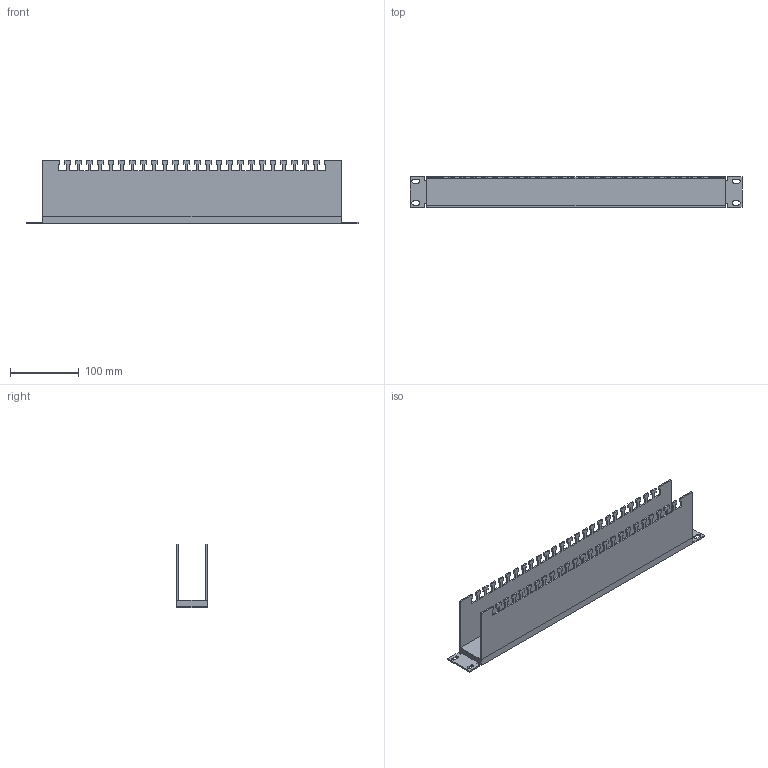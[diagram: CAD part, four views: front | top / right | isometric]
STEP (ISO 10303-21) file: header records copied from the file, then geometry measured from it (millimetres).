
FILE_DESCRIPTION (( 'STEP AP214' ), '1' );
FILE_NAME ('RP00011-1.STEP', '2018-11-26T22:33:03', ( '' ), ( '' ), 'SwSTEP 2.0', 'SolidWorks 2017', '' );
FILE_SCHEMA (( 'AUTOMOTIVE_DESIGN' ));
Length unit declared in the file: inch
Products named in the file (1): RP00011-1
Bounding box: 482 x 44.5 x 92 mm (x, y, z)
Volume: 245156.8 mm3; surface area: 197932.6 mm2
Topology: 3 solids, 3 shells, 472 faces, 1392 edges, 928 vertices
Faces by surface type: plane 452, cylinder 20
Entity records: 20558 total; most frequent: CARTESIAN_POINT 2793, ORIENTED_EDGE 2784, DIRECTION 2378, EDGE_CURVE 1392, VECTOR 1352, LINE 1352, VERTEX_POINT 928, AXIS2_PLACEMENT_3D 513
